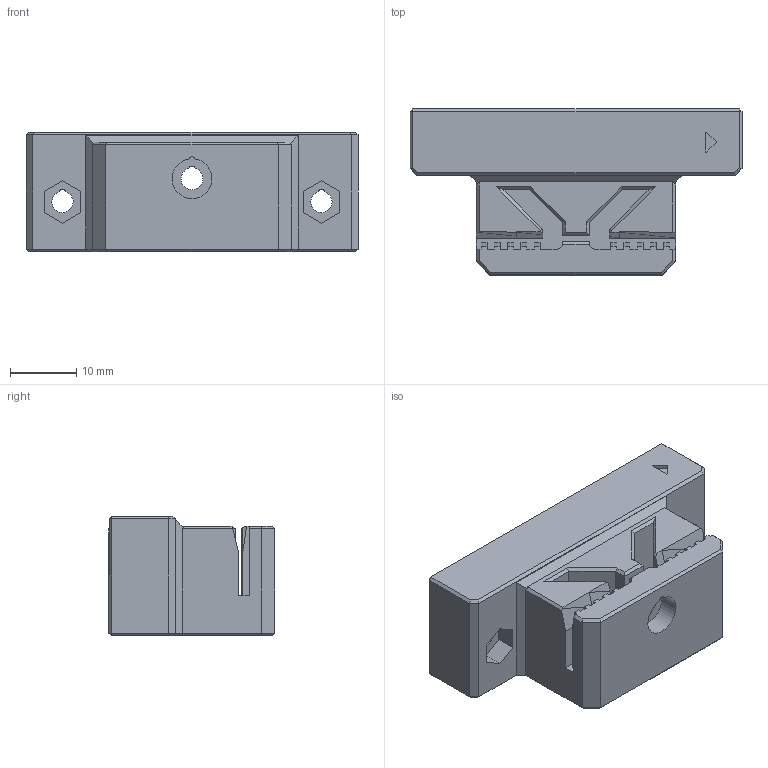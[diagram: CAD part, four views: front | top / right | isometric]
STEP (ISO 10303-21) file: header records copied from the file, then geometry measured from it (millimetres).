
FILE_DESCRIPTION(('FreeCAD Model'),'2;1');
FILE_NAME('belt-mounter.step','2020-04-13T20:30:38',('Author'),(''), 'Open CASCADE STEP processor 7.3','FreeCAD','Unknown');
FILE_SCHEMA(('AUTOMOTIVE_DESIGN { 1 0 10303 214 1 1 1 1 }'));
Length unit declared in the file: millimetre
Products named in the file (1): Chamfer003003
Bounding box: 50 x 25 x 18 mm (x, y, z)
Volume: 14710.4 mm3; surface area: 6044 mm2
Topology: 1 solids, 1 shells, 189 faces, 508 edges, 326 vertices
Faces by surface type: plane 177, cylinder 12
Entity records: 13661 total; most frequent: CARTESIAN_POINT 2289, DIRECTION 1790, LINE 1319, VECTOR 1319, ORIENTED_EDGE 1016, PCURVE 1016, DEFINITIONAL_REPRESENTATION 1016, EDGE_CURVE 508
